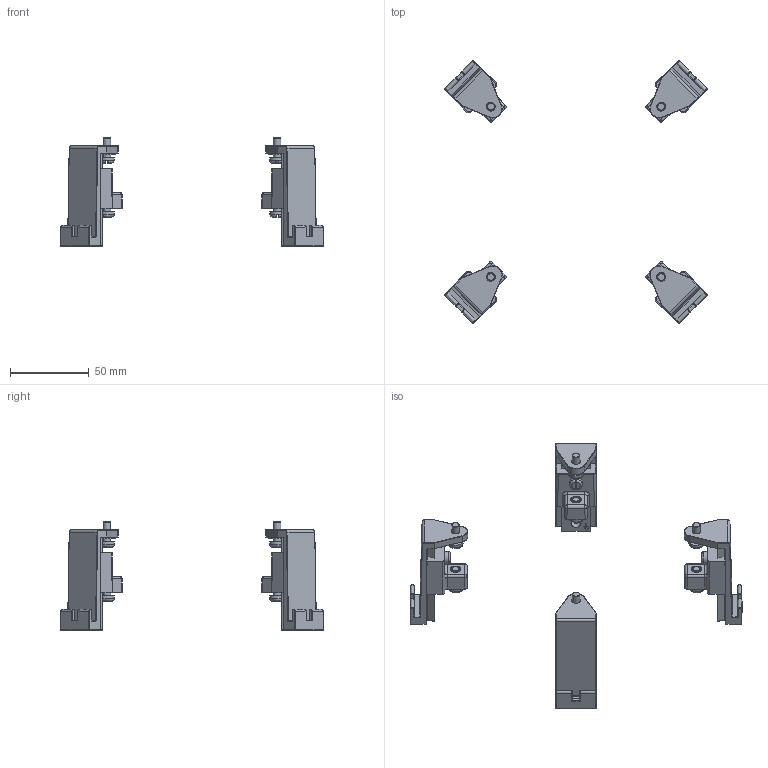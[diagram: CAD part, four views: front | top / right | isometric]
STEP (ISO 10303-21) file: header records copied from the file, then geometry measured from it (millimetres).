
FILE_DESCRIPTION (( 'STEP AP214' ), '1' );
FILE_NAME ('FR4PKA.STEP', '2020-10-05T13:23:38', ( '' ), ( '' ), 'SwSTEP 2.0', 'SolidWorks 2019', '' );
FILE_SCHEMA (( 'AUTOMOTIVE_DESIGN' ));
Length unit declared in the file: inch
Products named in the file (1): FR4PKA
Bounding box: 166.52 x 166.52 x 68.64 mm (x, y, z)
Volume: 86922.8 mm3; surface area: 48106 mm2
Topology: 24 solids, 24 shells, 1024 faces, 2452 edges, 1472 vertices
Faces by surface type: plane 440, cylinder 300, bspline 272, cone 12
Full cylindrical faces by diameter (mm): 4.826 x12, 5.5 x4, 5.588 x4, 6.35 x16, 6.426 x8, 8 x4, 9.474 x8, 11 x4
Entity records: 36545 total; most frequent: CARTESIAN_POINT 15237, ORIENTED_EDGE 4560, DIRECTION 3686, EDGE_CURVE 2280, VERTEX_POINT 1436, VECTOR 1276, LINE 1276, AXIS2_PLACEMENT_3D 1205
